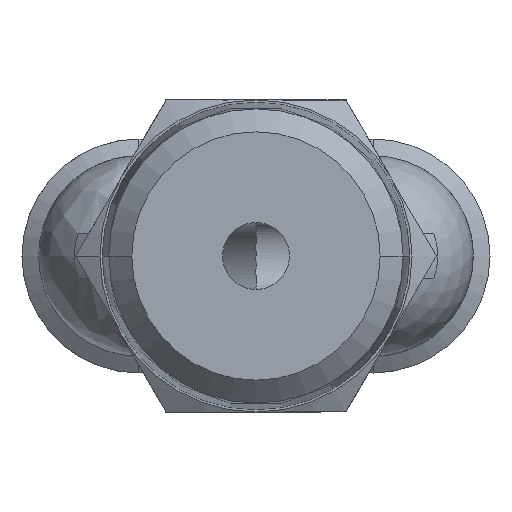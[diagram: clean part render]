
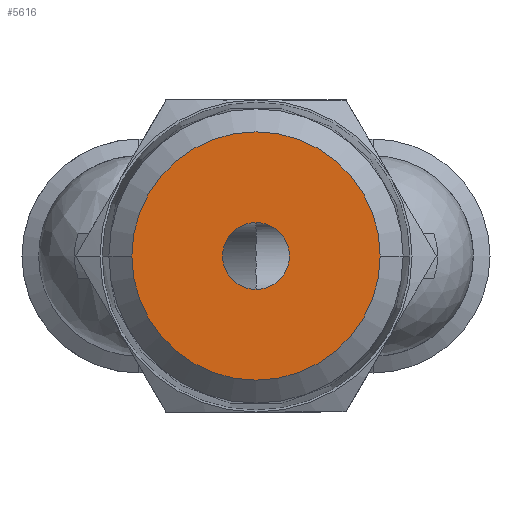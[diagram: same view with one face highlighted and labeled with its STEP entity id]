
A CAD part, front view. The second image highlights one B-rep face of the part: STEP entity #5616.
In plain terms, the highlighted planar face has unit normal (0, -1, 0).
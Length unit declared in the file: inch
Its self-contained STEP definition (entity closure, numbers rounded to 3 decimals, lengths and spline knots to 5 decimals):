
#153 = AXIS2_PLACEMENT_3D ( 'NONE', #1485, #5270, #2035 ) ;
#413 = CARTESIAN_POINT ( 'NONE',  ( -0.05906, -0.64961, 0. ) ) ;
#548 = EDGE_CURVE ( 'NONE', #4919, #4331, #5077, .T. ) ;
#592 = CIRCLE ( 'NONE', #2494, 0.21936 ) ;
#674 = EDGE_CURVE ( 'NONE', #6081, #4489, #592, .T. ) ;
#1374 = AXIS2_PLACEMENT_3D ( 'NONE', #3631, #6307, #1529 ) ;
#1398 = CARTESIAN_POINT ( 'NONE',  ( -0.21936, -0.64961, 0. ) ) ;
#1485 = CARTESIAN_POINT ( 'NONE',  ( 0., -0.64961, 0. ) ) ;
#1529 = DIRECTION ( 'NONE',  ( -1., 0., 0. ) ) ;
#1682 = ORIENTED_EDGE ( 'NONE', *, *, #2747, .T. ) ;
#1984 = DIRECTION ( 'NONE',  ( -1., 0., 0. ) ) ;
#2009 = DIRECTION ( 'NONE',  ( 0., 1., 0. ) ) ;
#2029 = CARTESIAN_POINT ( 'NONE',  ( 0., -0.64961, 0. ) ) ;
#2035 = DIRECTION ( 'NONE',  ( -1., 0., 0. ) ) ;
#2053 = AXIS2_PLACEMENT_3D ( 'NONE', #5942, #2730, #6471 ) ;
#2318 = ORIENTED_EDGE ( 'NONE', *, *, #4111, .F. ) ;
#2494 = AXIS2_PLACEMENT_3D ( 'NONE', #2029, #2009, #1984 ) ;
#2730 = DIRECTION ( 'NONE',  ( 0., 1., 0. ) ) ;
#2747 = EDGE_CURVE ( 'NONE', #4331, #4919, #2845, .T. ) ;
#2845 = CIRCLE ( 'NONE', #153, 0.05906 ) ;
#3065 = CIRCLE ( 'NONE', #2053, 0.21936 ) ;
#3110 = CARTESIAN_POINT ( 'NONE',  ( -0.10968, -0.64961, 0. ) ) ;
#3631 = CARTESIAN_POINT ( 'NONE',  ( 0., -0.64961, 0. ) ) ;
#3658 = DIRECTION ( 'NONE',  ( 1., 0., 0. ) ) ;
#4111 = EDGE_CURVE ( 'NONE', #4489, #6081, #3065, .T. ) ;
#4154 = PLANE ( 'NONE',  #6308 ) ;
#4331 = VERTEX_POINT ( 'NONE', #413 ) ;
#4474 = ORIENTED_EDGE ( 'NONE', *, *, #548, .T. ) ;
#4489 = VERTEX_POINT ( 'NONE', #6325 ) ;
#4630 = EDGE_LOOP ( 'NONE', ( #5240, #2318 ) ) ;
#4749 = FACE_BOUND ( 'NONE', #4796, .T. ) ;
#4796 = EDGE_LOOP ( 'NONE', ( #1682, #4474 ) ) ;
#4919 = VERTEX_POINT ( 'NONE', #5249 ) ;
#5077 = CIRCLE ( 'NONE', #1374, 0.05906 ) ;
#5240 = ORIENTED_EDGE ( 'NONE', *, *, #674, .F. ) ;
#5249 = CARTESIAN_POINT ( 'NONE',  ( 0.05906, -0.64961, 0. ) ) ;
#5270 = DIRECTION ( 'NONE',  ( 0., 1., 0. ) ) ;
#5616 = ADVANCED_FACE ( 'NONE', ( #4749, #6165 ), #4154, .T. ) ;
#5942 = CARTESIAN_POINT ( 'NONE',  ( 0., -0.64961, 0. ) ) ;
#6081 = VERTEX_POINT ( 'NONE', #1398 ) ;
#6165 = FACE_OUTER_BOUND ( 'NONE', #4630, .T. ) ;
#6307 = DIRECTION ( 'NONE',  ( 0., 1., 0. ) ) ;
#6308 = AXIS2_PLACEMENT_3D ( 'NONE', #3110, #6775, #3658 ) ;
#6325 = CARTESIAN_POINT ( 'NONE',  ( 0.21936, -0.64961, 0. ) ) ;
#6471 = DIRECTION ( 'NONE',  ( -1., 0., 0. ) ) ;
#6775 = DIRECTION ( 'NONE',  ( 0., -1., 0. ) ) ;
